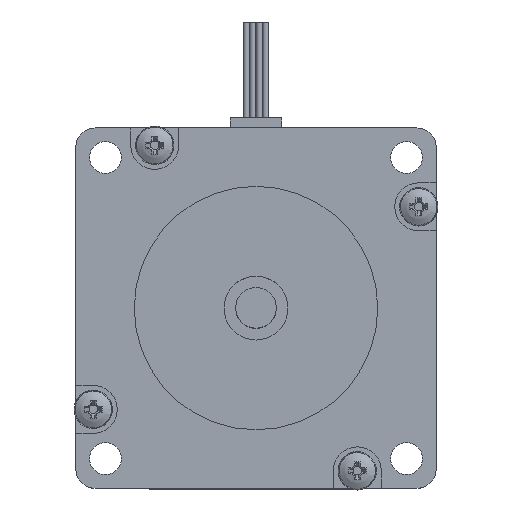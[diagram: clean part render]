
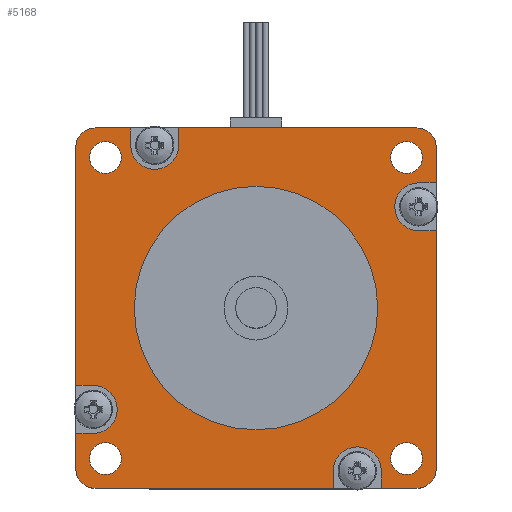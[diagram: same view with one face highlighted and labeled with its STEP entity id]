
A CAD part, top view. The second image highlights one B-rep face of the part: STEP entity #5168.
In plain terms, the highlighted planar face has unit normal (0, 0, 1).
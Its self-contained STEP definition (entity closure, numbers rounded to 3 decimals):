
#175=LINE('',#7805,#541);
#179=LINE('',#7817,#545);
#184=LINE('',#7828,#550);
#188=LINE('',#7840,#554);
#193=LINE('',#7851,#559);
#197=LINE('',#7863,#563);
#200=LINE('',#7869,#566);
#201=LINE('',#7873,#567);
#202=LINE('',#7875,#568);
#203=LINE('',#7879,#569);
#204=LINE('',#7881,#570);
#205=LINE('',#7884,#571);
#206=LINE('',#7886,#572);
#207=LINE('',#7889,#573);
#208=LINE('',#7891,#574);
#209=LINE('',#7894,#575);
#541=VECTOR('',#6166,10.);
#545=VECTOR('',#6178,10.);
#550=VECTOR('',#6187,10.);
#554=VECTOR('',#6199,10.);
#559=VECTOR('',#6208,10.);
#563=VECTOR('',#6220,10.);
#566=VECTOR('',#6227,10.);
#567=VECTOR('',#6230,10.);
#568=VECTOR('',#6231,10.);
#569=VECTOR('',#6234,10.);
#570=VECTOR('',#6235,10.);
#571=VECTOR('',#6238,10.);
#572=VECTOR('',#6239,10.);
#573=VECTOR('',#6242,10.);
#574=VECTOR('',#6243,10.);
#575=VECTOR('',#6246,10.);
#915=PLANE('',#5521);
#1075=FACE_BOUND('',#1485,.T.);
#1076=FACE_BOUND('',#1486,.T.);
#1077=FACE_BOUND('',#1487,.T.);
#1078=FACE_BOUND('',#1488,.T.);
#1079=FACE_BOUND('',#1489,.T.);
#1156=FACE_OUTER_BOUND('',#1484,.T.);
#1484=EDGE_LOOP('',(#3472,#3473,#3474,#3475,#3476,#3477,#3478,#3479,#3480,
#3481,#3482,#3483,#3484,#3485,#3486,#3487,#3488,#3489,#3490,#3491,#3492,
#3493,#3494,#3495));
#1485=EDGE_LOOP('',(#3496));
#1486=EDGE_LOOP('',(#3497));
#1487=EDGE_LOOP('',(#3498));
#1488=EDGE_LOOP('',(#3499));
#1489=EDGE_LOOP('',(#3500));
#1858=CIRCLE('',#5506,3.75);
#1860=CIRCLE('',#5512,3.75);
#1862=CIRCLE('',#5518,3.75);
#1863=CIRCLE('',#5522,3.);
#1864=CIRCLE('',#5523,3.75);
#1865=CIRCLE('',#5524,3.);
#1866=CIRCLE('',#5525,3.);
#1867=CIRCLE('',#5526,3.);
#1868=CIRCLE('',#5527,2.5);
#1869=CIRCLE('',#5528,2.5);
#1870=CIRCLE('',#5529,2.5);
#1871=CIRCLE('',#5530,2.5);
#1872=CIRCLE('',#5531,19.05);
#2163=VERTEX_POINT('',#7802);
#2164=VERTEX_POINT('',#7804);
#2166=VERTEX_POINT('',#7810);
#2168=VERTEX_POINT('',#7816);
#2171=VERTEX_POINT('',#7825);
#2172=VERTEX_POINT('',#7827);
#2174=VERTEX_POINT('',#7833);
#2176=VERTEX_POINT('',#7839);
#2179=VERTEX_POINT('',#7848);
#2180=VERTEX_POINT('',#7850);
#2182=VERTEX_POINT('',#7856);
#2184=VERTEX_POINT('',#7862);
#2185=VERTEX_POINT('',#7868);
#2186=VERTEX_POINT('',#7870);
#2187=VERTEX_POINT('',#7872);
#2188=VERTEX_POINT('',#7874);
#2189=VERTEX_POINT('',#7876);
#2190=VERTEX_POINT('',#7878);
#2191=VERTEX_POINT('',#7880);
#2192=VERTEX_POINT('',#7882);
#2193=VERTEX_POINT('',#7885);
#2194=VERTEX_POINT('',#7887);
#2195=VERTEX_POINT('',#7890);
#2196=VERTEX_POINT('',#7892);
#2197=VERTEX_POINT('',#7895);
#2198=VERTEX_POINT('',#7897);
#2199=VERTEX_POINT('',#7899);
#2200=VERTEX_POINT('',#7901);
#2201=VERTEX_POINT('',#7903);
#2671=EDGE_CURVE('',#2164,#2163,#175,.T.);
#2674=EDGE_CURVE('',#2166,#2164,#1858,.T.);
#2677=EDGE_CURVE('',#2168,#2166,#179,.T.);
#2682=EDGE_CURVE('',#2172,#2171,#184,.T.);
#2685=EDGE_CURVE('',#2174,#2172,#1860,.T.);
#2688=EDGE_CURVE('',#2176,#2174,#188,.T.);
#2693=EDGE_CURVE('',#2180,#2179,#193,.T.);
#2696=EDGE_CURVE('',#2182,#2180,#1862,.T.);
#2699=EDGE_CURVE('',#2184,#2182,#197,.T.);
#2702=EDGE_CURVE('',#2185,#2163,#200,.T.);
#2703=EDGE_CURVE('',#2186,#2185,#1863,.T.);
#2704=EDGE_CURVE('',#2187,#2186,#201,.T.);
#2705=EDGE_CURVE('',#2187,#2188,#202,.T.);
#2706=EDGE_CURVE('',#2188,#2189,#1864,.T.);
#2707=EDGE_CURVE('',#2189,#2190,#203,.T.);
#2708=EDGE_CURVE('',#2191,#2190,#204,.T.);
#2709=EDGE_CURVE('',#2192,#2191,#1865,.T.);
#2710=EDGE_CURVE('',#2184,#2192,#205,.T.);
#2711=EDGE_CURVE('',#2193,#2179,#206,.T.);
#2712=EDGE_CURVE('',#2194,#2193,#1866,.T.);
#2713=EDGE_CURVE('',#2176,#2194,#207,.T.);
#2714=EDGE_CURVE('',#2195,#2171,#208,.T.);
#2715=EDGE_CURVE('',#2196,#2195,#1867,.T.);
#2716=EDGE_CURVE('',#2168,#2196,#209,.T.);
#2717=EDGE_CURVE('',#2197,#2197,#1868,.T.);
#2718=EDGE_CURVE('',#2198,#2198,#1869,.T.);
#2719=EDGE_CURVE('',#2199,#2199,#1870,.T.);
#2720=EDGE_CURVE('',#2200,#2200,#1871,.T.);
#2721=EDGE_CURVE('',#2201,#2201,#1872,.T.);
#3472=ORIENTED_EDGE('',*,*,#2677,.T.);
#3473=ORIENTED_EDGE('',*,*,#2674,.T.);
#3474=ORIENTED_EDGE('',*,*,#2671,.T.);
#3475=ORIENTED_EDGE('',*,*,#2702,.F.);
#3476=ORIENTED_EDGE('',*,*,#2703,.F.);
#3477=ORIENTED_EDGE('',*,*,#2704,.F.);
#3478=ORIENTED_EDGE('',*,*,#2705,.T.);
#3479=ORIENTED_EDGE('',*,*,#2706,.T.);
#3480=ORIENTED_EDGE('',*,*,#2707,.T.);
#3481=ORIENTED_EDGE('',*,*,#2708,.F.);
#3482=ORIENTED_EDGE('',*,*,#2709,.F.);
#3483=ORIENTED_EDGE('',*,*,#2710,.F.);
#3484=ORIENTED_EDGE('',*,*,#2699,.T.);
#3485=ORIENTED_EDGE('',*,*,#2696,.T.);
#3486=ORIENTED_EDGE('',*,*,#2693,.T.);
#3487=ORIENTED_EDGE('',*,*,#2711,.F.);
#3488=ORIENTED_EDGE('',*,*,#2712,.F.);
#3489=ORIENTED_EDGE('',*,*,#2713,.F.);
#3490=ORIENTED_EDGE('',*,*,#2688,.T.);
#3491=ORIENTED_EDGE('',*,*,#2685,.T.);
#3492=ORIENTED_EDGE('',*,*,#2682,.T.);
#3493=ORIENTED_EDGE('',*,*,#2714,.F.);
#3494=ORIENTED_EDGE('',*,*,#2715,.F.);
#3495=ORIENTED_EDGE('',*,*,#2716,.F.);
#3496=ORIENTED_EDGE('',*,*,#2717,.T.);
#3497=ORIENTED_EDGE('',*,*,#2718,.T.);
#3498=ORIENTED_EDGE('',*,*,#2719,.T.);
#3499=ORIENTED_EDGE('',*,*,#2720,.T.);
#3500=ORIENTED_EDGE('',*,*,#2721,.T.);
#5168=ADVANCED_FACE('',(#1156,#1075,#1076,#1077,#1078,#1079),#915,.T.);
#5506=AXIS2_PLACEMENT_3D('',#7811,#6172,#6173);
#5512=AXIS2_PLACEMENT_3D('',#7834,#6193,#6194);
#5518=AXIS2_PLACEMENT_3D('',#7857,#6214,#6215);
#5521=AXIS2_PLACEMENT_3D('',#7867,#6225,#6226);
#5522=AXIS2_PLACEMENT_3D('',#7871,#6228,#6229);
#5523=AXIS2_PLACEMENT_3D('',#7877,#6232,#6233);
#5524=AXIS2_PLACEMENT_3D('',#7883,#6236,#6237);
#5525=AXIS2_PLACEMENT_3D('',#7888,#6240,#6241);
#5526=AXIS2_PLACEMENT_3D('',#7893,#6244,#6245);
#5527=AXIS2_PLACEMENT_3D('',#7896,#6247,#6248);
#5528=AXIS2_PLACEMENT_3D('',#7898,#6249,#6250);
#5529=AXIS2_PLACEMENT_3D('',#7900,#6251,#6252);
#5530=AXIS2_PLACEMENT_3D('',#7902,#6253,#6254);
#5531=AXIS2_PLACEMENT_3D('',#7904,#6255,#6256);
#6166=DIRECTION('',(-1.,0.,0.));
#6172=DIRECTION('center_axis',(0.,0.,-1.));
#6173=DIRECTION('ref_axis',(0.,-1.,0.));
#6178=DIRECTION('',(1.,0.,0.));
#6187=DIRECTION('',(0.,1.,0.));
#6193=DIRECTION('center_axis',(0.,0.,-1.));
#6194=DIRECTION('ref_axis',(-1.,0.,0.));
#6199=DIRECTION('',(0.,-1.,0.));
#6208=DIRECTION('',(1.,0.,0.));
#6214=DIRECTION('center_axis',(0.,0.,-1.));
#6215=DIRECTION('ref_axis',(0.,1.,0.));
#6220=DIRECTION('',(-1.,0.,0.));
#6225=DIRECTION('center_axis',(0.,0.,1.));
#6226=DIRECTION('ref_axis',(1.,0.,0.));
#6227=DIRECTION('',(0.,1.,0.));
#6228=DIRECTION('center_axis',(0.,0.,-1.));
#6229=DIRECTION('ref_axis',(-0.707,-0.707,0.));
#6230=DIRECTION('',(-1.,0.,0.));
#6231=DIRECTION('',(0.,1.,0.));
#6232=DIRECTION('center_axis',(0.,0.,-1.));
#6233=DIRECTION('ref_axis',(1.,0.,0.));
#6234=DIRECTION('',(0.,-1.,0.));
#6235=DIRECTION('',(-1.,0.,0.));
#6236=DIRECTION('center_axis',(0.,0.,-1.));
#6237=DIRECTION('ref_axis',(0.707,-0.707,0.));
#6238=DIRECTION('',(0.,-1.,0.));
#6239=DIRECTION('',(0.,-1.,0.));
#6240=DIRECTION('center_axis',(0.,0.,-1.));
#6241=DIRECTION('ref_axis',(0.707,0.707,0.));
#6242=DIRECTION('',(1.,0.,0.));
#6243=DIRECTION('',(1.,0.,0.));
#6244=DIRECTION('center_axis',(0.,0.,-1.));
#6245=DIRECTION('ref_axis',(-0.707,0.707,0.));
#6246=DIRECTION('',(0.,1.,0.));
#6247=DIRECTION('center_axis',(0.,0.,-1.));
#6248=DIRECTION('ref_axis',(1.,0.,0.));
#6249=DIRECTION('center_axis',(0.,0.,-1.));
#6250=DIRECTION('ref_axis',(1.,0.,0.));
#6251=DIRECTION('center_axis',(0.,0.,-1.));
#6252=DIRECTION('ref_axis',(1.,0.,0.));
#6253=DIRECTION('center_axis',(0.,0.,-1.));
#6254=DIRECTION('ref_axis',(1.,0.,0.));
#6255=DIRECTION('center_axis',(0.,0.,-1.));
#6256=DIRECTION('ref_axis',(-1.,0.,0.));
#7802=CARTESIAN_POINT('',(-28.2,-19.603,4.7));
#7804=CARTESIAN_POINT('',(-25.469,-19.603,4.7));
#7805=CARTESIAN_POINT('',(-14.1,-19.603,4.7));
#7810=CARTESIAN_POINT('',(-25.469,-12.103,4.7));
#7811=CARTESIAN_POINT('Origin',(-25.469,-15.853,4.7));
#7816=CARTESIAN_POINT('',(-28.2,-12.103,4.7));
#7817=CARTESIAN_POINT('',(-12.735,-12.103,4.7));
#7825=CARTESIAN_POINT('',(-19.603,28.2,4.7));
#7827=CARTESIAN_POINT('',(-19.603,25.469,4.7));
#7828=CARTESIAN_POINT('',(-19.603,14.1,4.7));
#7833=CARTESIAN_POINT('',(-12.103,25.469,4.7));
#7834=CARTESIAN_POINT('Origin',(-15.853,25.469,4.7));
#7839=CARTESIAN_POINT('',(-12.103,28.2,4.7));
#7840=CARTESIAN_POINT('',(-12.103,12.735,4.7));
#7848=CARTESIAN_POINT('',(28.2,19.603,4.7));
#7850=CARTESIAN_POINT('',(25.469,19.603,4.7));
#7851=CARTESIAN_POINT('',(14.1,19.603,4.7));
#7856=CARTESIAN_POINT('',(25.469,12.103,4.7));
#7857=CARTESIAN_POINT('Origin',(25.469,15.853,4.7));
#7862=CARTESIAN_POINT('',(28.2,12.103,4.7));
#7863=CARTESIAN_POINT('',(12.735,12.103,4.7));
#7867=CARTESIAN_POINT('Origin',(0.,0.,
4.7));
#7868=CARTESIAN_POINT('',(-28.2,-25.2,4.7));
#7869=CARTESIAN_POINT('',(-28.2,-28.2,4.7));
#7870=CARTESIAN_POINT('',(-25.2,-28.2,4.7));
#7871=CARTESIAN_POINT('Origin',(-25.2,-25.2,4.7));
#7872=CARTESIAN_POINT('',(12.103,-28.2,4.7));
#7873=CARTESIAN_POINT('',(28.2,-28.2,4.7));
#7874=CARTESIAN_POINT('',(12.103,-25.469,4.7));
#7875=CARTESIAN_POINT('',(12.103,-12.735,4.7));
#7876=CARTESIAN_POINT('',(19.603,-25.469,4.7));
#7877=CARTESIAN_POINT('Origin',(15.853,-25.469,4.7));
#7878=CARTESIAN_POINT('',(19.603,-28.2,4.7));
#7879=CARTESIAN_POINT('',(19.603,-14.1,4.7));
#7880=CARTESIAN_POINT('',(25.2,-28.2,4.7));
#7881=CARTESIAN_POINT('',(28.2,-28.2,4.7));
#7882=CARTESIAN_POINT('',(28.2,-25.2,4.7));
#7883=CARTESIAN_POINT('Origin',(25.2,-25.2,4.7));
#7884=CARTESIAN_POINT('',(28.2,28.2,4.7));
#7885=CARTESIAN_POINT('',(28.2,25.2,4.7));
#7886=CARTESIAN_POINT('',(28.2,28.2,4.7));
#7887=CARTESIAN_POINT('',(25.2,28.2,4.7));
#7888=CARTESIAN_POINT('Origin',(25.2,25.2,4.7));
#7889=CARTESIAN_POINT('',(-28.2,28.2,4.7));
#7890=CARTESIAN_POINT('',(-25.2,28.2,4.7));
#7891=CARTESIAN_POINT('',(-28.2,28.2,4.7));
#7892=CARTESIAN_POINT('',(-28.2,25.2,4.7));
#7893=CARTESIAN_POINT('Origin',(-25.2,25.2,4.7));
#7894=CARTESIAN_POINT('',(-28.2,-28.2,4.7));
#7895=CARTESIAN_POINT('',(26.07,-23.57,4.7));
#7896=CARTESIAN_POINT('Origin',(23.57,-23.57,4.7));
#7897=CARTESIAN_POINT('',(26.07,23.57,4.7));
#7898=CARTESIAN_POINT('Origin',(23.57,23.57,4.7));
#7899=CARTESIAN_POINT('',(-21.07,-23.57,4.7));
#7900=CARTESIAN_POINT('Origin',(-23.57,-23.57,4.7));
#7901=CARTESIAN_POINT('',(-21.07,23.57,4.7));
#7902=CARTESIAN_POINT('Origin',(-23.57,23.57,4.7));
#7903=CARTESIAN_POINT('',(19.05,0.,4.7));
#7904=CARTESIAN_POINT('Origin',(0.,0.,
4.7));
